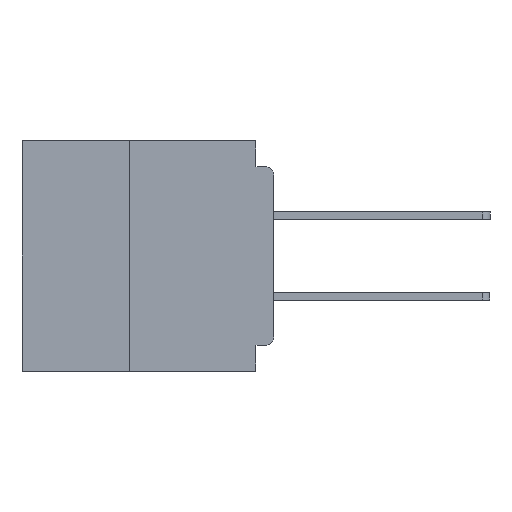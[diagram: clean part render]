
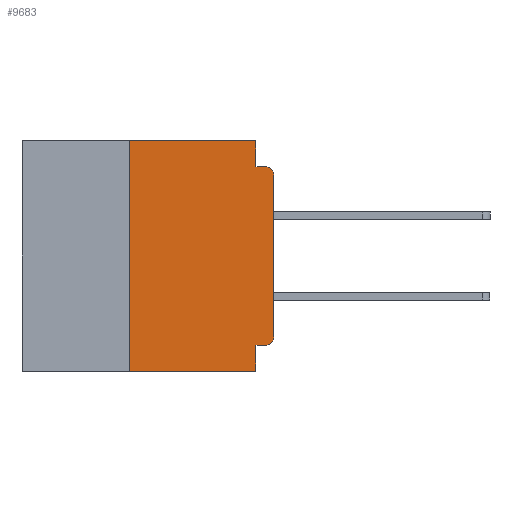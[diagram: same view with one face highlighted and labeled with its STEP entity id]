
A CAD part, left-side view. The second image highlights one B-rep face of the part: STEP entity #9683.
In plain terms, the highlighted planar face has unit normal (-1, 0, 0).
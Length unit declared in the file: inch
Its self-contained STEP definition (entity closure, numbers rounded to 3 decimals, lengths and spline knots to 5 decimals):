
#147 = ORIENTED_EDGE ( 'NONE', *, *, #8638, .F. ) ;
#443 = ORIENTED_EDGE ( 'NONE', *, *, #2038, .T. ) ;
#487 = CARTESIAN_POINT ( 'NONE',  ( 0., 0.031, -0.355 ) ) ;
#1045 = EDGE_CURVE ( 'NONE', #4828, #18049, #9475, .T. ) ;
#1168 = VERTEX_POINT ( 'NONE', #36373 ) ;
#1344 = VECTOR ( 'NONE', #14090, 39.37008 ) ;
#1660 = VERTEX_POINT ( 'NONE', #34856 ) ;
#1930 = EDGE_LOOP ( 'NONE', ( #443, #29053, #147, #5162, #22405, #29860, #18917, #24261, #41105, #10882 ) ) ;
#2038 = EDGE_CURVE ( 'NONE', #1660, #4828, #23842, .T. ) ;
#3191 = AXIS2_PLACEMENT_3D ( 'NONE', #39324, #37224, #32454 ) ;
#4010 = PLANE ( 'NONE',  #21574 ) ;
#4087 = DIRECTION ( 'NONE',  ( -1., 0., 0. ) ) ;
#4828 = VERTEX_POINT ( 'NONE', #27485 ) ;
#5162 = ORIENTED_EDGE ( 'NONE', *, *, #11111, .F. ) ;
#6778 = VERTEX_POINT ( 'NONE', #39961 ) ;
#8126 = AXIS2_PLACEMENT_3D ( 'NONE', #23169, #4087, #26326 ) ;
#8513 = VECTOR ( 'NONE', #8885, 39.37008 ) ;
#8638 = EDGE_CURVE ( 'NONE', #36093, #18049, #9924, .T. ) ;
#8885 = DIRECTION ( 'NONE',  ( 0., 0., 1. ) ) ;
#9226 = CARTESIAN_POINT ( 'NONE',  ( 0., 0.437, 0. ) ) ;
#9475 = CIRCLE ( 'NONE', #3191, 0.015 ) ;
#9536 = LINE ( 'NONE', #31037, #8513 ) ;
#9683 = ADVANCED_FACE ( 'NONE', ( #29144 ), #4010, .F. ) ;
#9924 = LINE ( 'NONE', #29861, #1344 ) ;
#10521 = LINE ( 'NONE', #9226, #26373 ) ;
#10882 = ORIENTED_EDGE ( 'NONE', *, *, #35318, .T. ) ;
#10929 = EDGE_CURVE ( 'NONE', #14529, #22752, #13136, .T. ) ;
#11111 = EDGE_CURVE ( 'NONE', #1168, #36093, #25046, .T. ) ;
#12385 = DIRECTION ( 'NONE',  ( 0., -1., 0. ) ) ;
#13136 = LINE ( 'NONE', #26973, #29971 ) ;
#14090 = DIRECTION ( 'NONE',  ( 0., -1., 0. ) ) ;
#14355 = CARTESIAN_POINT ( 'NONE',  ( 0., 0.031, -0.045 ) ) ;
#14529 = VERTEX_POINT ( 'NONE', #35068 ) ;
#14638 = CARTESIAN_POINT ( 'NONE',  ( 0., 0.015, -0.045 ) ) ;
#14745 = VECTOR ( 'NONE', #26646, 39.37008 ) ;
#15054 = DIRECTION ( 'NONE',  ( 0., 0., -1. ) ) ;
#15377 = VECTOR ( 'NONE', #28968, 39.37008 ) ;
#16090 = EDGE_CURVE ( 'NONE', #6778, #1168, #10521, .T. ) ;
#16262 = DIRECTION ( 'NONE',  ( 0., 0., -1. ) ) ;
#16830 = DIRECTION ( 'NONE',  ( 1., 0., 0. ) ) ;
#18049 = VERTEX_POINT ( 'NONE', #14638 ) ;
#18281 = CARTESIAN_POINT ( 'NONE',  ( 0., 0.031, 0. ) ) ;
#18917 = ORIENTED_EDGE ( 'NONE', *, *, #40623, .T. ) ;
#20677 = VERTEX_POINT ( 'NONE', #21821 ) ;
#21574 = AXIS2_PLACEMENT_3D ( 'NONE', #29428, #16830, #38979 ) ;
#21747 = LINE ( 'NONE', #38425, #37545 ) ;
#21821 = CARTESIAN_POINT ( 'NONE',  ( 0., 0.25, -0.4 ) ) ;
#22220 = LINE ( 'NONE', #23634, #14745 ) ;
#22405 = ORIENTED_EDGE ( 'NONE', *, *, #16090, .F. ) ;
#22752 = VERTEX_POINT ( 'NONE', #487 ) ;
#23169 = CARTESIAN_POINT ( 'NONE',  ( 0., 0.015, -0.34 ) ) ;
#23634 = CARTESIAN_POINT ( 'NONE',  ( 0., 0.437, -0.4 ) ) ;
#23842 = LINE ( 'NONE', #31878, #15377 ) ;
#24261 = ORIENTED_EDGE ( 'NONE', *, *, #40441, .F. ) ;
#25046 = LINE ( 'NONE', #18281, #32436 ) ;
#26089 = VERTEX_POINT ( 'NONE', #37444 ) ;
#26326 = DIRECTION ( 'NONE',  ( 0., 0., -1. ) ) ;
#26373 = VECTOR ( 'NONE', #12385, 39.37008 ) ;
#26646 = DIRECTION ( 'NONE',  ( 0., -1., 0. ) ) ;
#26973 = CARTESIAN_POINT ( 'NONE',  ( 0., 0., -0.355 ) ) ;
#27485 = CARTESIAN_POINT ( 'NONE',  ( 0., 0., -0.06 ) ) ;
#28968 = DIRECTION ( 'NONE',  ( 0., 0., 1. ) ) ;
#29053 = ORIENTED_EDGE ( 'NONE', *, *, #1045, .T. ) ;
#29144 = FACE_OUTER_BOUND ( 'NONE', #1930, .T. ) ;
#29428 = CARTESIAN_POINT ( 'NONE',  ( 0., 0.437, 0. ) ) ;
#29488 = EDGE_CURVE ( 'NONE', #20677, #6778, #9536, .T. ) ;
#29860 = ORIENTED_EDGE ( 'NONE', *, *, #29488, .F. ) ;
#29861 = CARTESIAN_POINT ( 'NONE',  ( 0., 0., -0.045 ) ) ;
#29971 = VECTOR ( 'NONE', #30143, 39.37008 ) ;
#30143 = DIRECTION ( 'NONE',  ( 0., 1., 0. ) ) ;
#31037 = CARTESIAN_POINT ( 'NONE',  ( 0., 0.25, -0.4 ) ) ;
#31878 = CARTESIAN_POINT ( 'NONE',  ( 0., 0., 0. ) ) ;
#32436 = VECTOR ( 'NONE', #15054, 39.37008 ) ;
#32454 = DIRECTION ( 'NONE',  ( 0., 0., -1. ) ) ;
#34856 = CARTESIAN_POINT ( 'NONE',  ( 0., 0., -0.34 ) ) ;
#35068 = CARTESIAN_POINT ( 'NONE',  ( 0., 0.015, -0.355 ) ) ;
#35318 = EDGE_CURVE ( 'NONE', #14529, #1660, #39428, .T. ) ;
#36093 = VERTEX_POINT ( 'NONE', #14355 ) ;
#36373 = CARTESIAN_POINT ( 'NONE',  ( 0., 0.031, 0. ) ) ;
#37224 = DIRECTION ( 'NONE',  ( -1., 0., 0. ) ) ;
#37444 = CARTESIAN_POINT ( 'NONE',  ( 0., 0.031, -0.4 ) ) ;
#37545 = VECTOR ( 'NONE', #16262, 39.37008 ) ;
#38425 = CARTESIAN_POINT ( 'NONE',  ( 0., 0.031, -0.4 ) ) ;
#38979 = DIRECTION ( 'NONE',  ( 0., 0., -1. ) ) ;
#39324 = CARTESIAN_POINT ( 'NONE',  ( 0., 0.015, -0.06 ) ) ;
#39428 = CIRCLE ( 'NONE', #8126, 0.015 ) ;
#39961 = CARTESIAN_POINT ( 'NONE',  ( 0., 0.25, 0. ) ) ;
#40441 = EDGE_CURVE ( 'NONE', #22752, #26089, #21747, .T. ) ;
#40623 = EDGE_CURVE ( 'NONE', #20677, #26089, #22220, .T. ) ;
#41105 = ORIENTED_EDGE ( 'NONE', *, *, #10929, .F. ) ;
